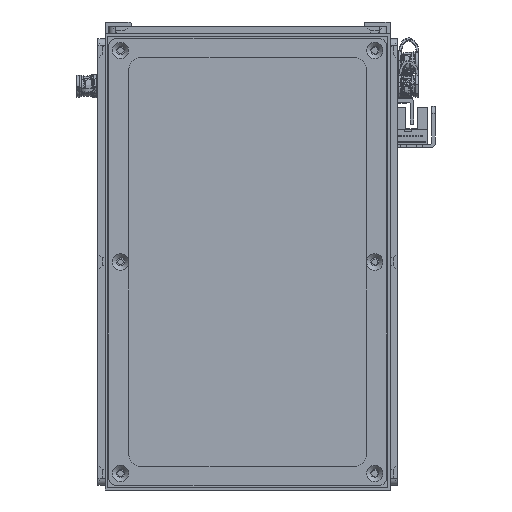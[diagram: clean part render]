
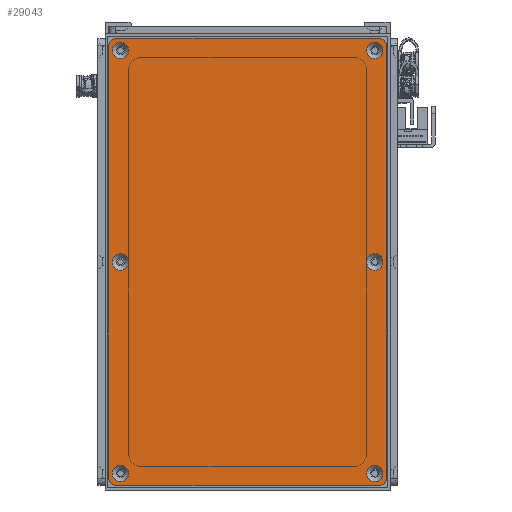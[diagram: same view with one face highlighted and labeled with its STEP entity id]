
A CAD part, front view. The second image highlights one B-rep face of the part: STEP entity #29043.
In plain terms, the highlighted planar face has unit normal (0, -1, 0).
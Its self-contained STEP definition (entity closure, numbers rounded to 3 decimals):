
#1277=FACE_BOUND('',#6045,.T.);
#1278=FACE_BOUND('',#6046,.T.);
#1279=FACE_BOUND('',#6047,.T.);
#1280=FACE_BOUND('',#6048,.T.);
#1281=FACE_BOUND('',#6049,.T.);
#1282=FACE_BOUND('',#6050,.T.);
#1910=PLANE('',#32069);
#4210=FACE_OUTER_BOUND('',#6044,.T.);
#6044=EDGE_LOOP('',(#26433,#26434,#26435,#26436,#26437,#26438,#26439,#26440));
#6045=EDGE_LOOP('',(#26441));
#6046=EDGE_LOOP('',(#26442));
#6047=EDGE_LOOP('',(#26443));
#6048=EDGE_LOOP('',(#26444));
#6049=EDGE_LOOP('',(#26445));
#6050=EDGE_LOOP('',(#26446));
#8441=LINE('',#50738,#10832);
#8442=LINE('',#50742,#10833);
#8443=LINE('',#50746,#10834);
#8444=LINE('',#50749,#10835);
#10832=VECTOR('',#39559,10.);
#10833=VECTOR('',#39562,10.);
#10834=VECTOR('',#39565,10.);
#10835=VECTOR('',#39568,10.);
#12246=CIRCLE('',#32037,3.45);
#12249=CIRCLE('',#32042,3.45);
#12252=CIRCLE('',#32047,3.45);
#12255=CIRCLE('',#32052,3.45);
#12258=CIRCLE('',#32057,3.45);
#12261=CIRCLE('',#32062,3.45);
#12264=CIRCLE('',#32067,3.);
#12266=CIRCLE('',#32070,3.);
#12267=CIRCLE('',#32071,3.);
#12268=CIRCLE('',#32072,3.);
#14888=VERTEX_POINT('',#50668);
#14891=VERTEX_POINT('',#50678);
#14894=VERTEX_POINT('',#50688);
#14897=VERTEX_POINT('',#50698);
#14900=VERTEX_POINT('',#50708);
#14903=VERTEX_POINT('',#50718);
#14906=VERTEX_POINT('',#50728);
#14907=VERTEX_POINT('',#50729);
#14910=VERTEX_POINT('',#50737);
#14911=VERTEX_POINT('',#50739);
#14912=VERTEX_POINT('',#50741);
#14913=VERTEX_POINT('',#50743);
#14914=VERTEX_POINT('',#50745);
#14915=VERTEX_POINT('',#50747);
#18787=EDGE_CURVE('',#14888,#14888,#12246,.T.);
#18792=EDGE_CURVE('',#14891,#14891,#12249,.T.);
#18797=EDGE_CURVE('',#14894,#14894,#12252,.T.);
#18802=EDGE_CURVE('',#14897,#14897,#12255,.T.);
#18807=EDGE_CURVE('',#14900,#14900,#12258,.T.);
#18812=EDGE_CURVE('',#14903,#14903,#12261,.T.);
#18817=EDGE_CURVE('',#14906,#14907,#12264,.T.);
#18821=EDGE_CURVE('',#14906,#14910,#8441,.T.);
#18822=EDGE_CURVE('',#14911,#14910,#12266,.T.);
#18823=EDGE_CURVE('',#14911,#14912,#8442,.T.);
#18824=EDGE_CURVE('',#14913,#14912,#12267,.T.);
#18825=EDGE_CURVE('',#14913,#14914,#8443,.T.);
#18826=EDGE_CURVE('',#14915,#14914,#12268,.T.);
#18827=EDGE_CURVE('',#14915,#14907,#8444,.T.);
#26433=ORIENTED_EDGE('',*,*,#18817,.F.);
#26434=ORIENTED_EDGE('',*,*,#18821,.T.);
#26435=ORIENTED_EDGE('',*,*,#18822,.F.);
#26436=ORIENTED_EDGE('',*,*,#18823,.T.);
#26437=ORIENTED_EDGE('',*,*,#18824,.F.);
#26438=ORIENTED_EDGE('',*,*,#18825,.T.);
#26439=ORIENTED_EDGE('',*,*,#18826,.F.);
#26440=ORIENTED_EDGE('',*,*,#18827,.T.);
#26441=ORIENTED_EDGE('',*,*,#18787,.T.);
#26442=ORIENTED_EDGE('',*,*,#18792,.T.);
#26443=ORIENTED_EDGE('',*,*,#18797,.T.);
#26444=ORIENTED_EDGE('',*,*,#18802,.T.);
#26445=ORIENTED_EDGE('',*,*,#18807,.T.);
#26446=ORIENTED_EDGE('',*,*,#18812,.T.);
#29043=ADVANCED_FACE('',(#4210,#1277,#1278,#1279,#1280,#1281,#1282),#1910,
 .T.);
#32037=AXIS2_PLACEMENT_3D('',#50669,#39479,#39480);
#32042=AXIS2_PLACEMENT_3D('',#50679,#39491,#39492);
#32047=AXIS2_PLACEMENT_3D('',#50689,#39503,#39504);
#32052=AXIS2_PLACEMENT_3D('',#50699,#39515,#39516);
#32057=AXIS2_PLACEMENT_3D('',#50709,#39527,#39528);
#32062=AXIS2_PLACEMENT_3D('',#50719,#39539,#39540);
#32067=AXIS2_PLACEMENT_3D('',#50730,#39551,#39552);
#32069=AXIS2_PLACEMENT_3D('',#50736,#39557,#39558);
#32070=AXIS2_PLACEMENT_3D('',#50740,#39560,#39561);
#32071=AXIS2_PLACEMENT_3D('',#50744,#39563,#39564);
#32072=AXIS2_PLACEMENT_3D('',#50748,#39566,#39567);
#39479=DIRECTION('center_axis',(0.,1.,0.));
#39480=DIRECTION('ref_axis',(1.,0.,0.));
#39491=DIRECTION('center_axis',(0.,1.,0.));
#39492=DIRECTION('ref_axis',(1.,0.,0.));
#39503=DIRECTION('center_axis',(0.,1.,0.));
#39504=DIRECTION('ref_axis',(1.,0.,0.));
#39515=DIRECTION('center_axis',(0.,1.,0.));
#39516=DIRECTION('ref_axis',(1.,0.,0.));
#39527=DIRECTION('center_axis',(0.,1.,0.));
#39528=DIRECTION('ref_axis',(1.,0.,0.));
#39539=DIRECTION('center_axis',(0.,1.,0.));
#39540=DIRECTION('ref_axis',(1.,0.,0.));
#39551=DIRECTION('center_axis',(0.,1.,0.));
#39552=DIRECTION('ref_axis',(-0.707,0.,0.707));
#39557=DIRECTION('center_axis',(0.,-1.,0.));
#39558=DIRECTION('ref_axis',(0.,0.,-1.));
#39559=DIRECTION('',(0.,0.,-1.));
#39560=DIRECTION('center_axis',(0.,1.,0.));
#39561=DIRECTION('ref_axis',(-0.707,0.,-0.707));
#39562=DIRECTION('',(1.,0.,0.));
#39563=DIRECTION('center_axis',(0.,1.,0.));
#39564=DIRECTION('ref_axis',(0.707,0.,-0.707));
#39565=DIRECTION('',(0.,0.,1.));
#39566=DIRECTION('center_axis',(0.,1.,0.));
#39567=DIRECTION('ref_axis',(0.707,0.,0.707));
#39568=DIRECTION('',(-1.,0.,0.));
#50668=CARTESIAN_POINT('',(85.55,-1.5,53.5));
#50669=CARTESIAN_POINT('Origin',(89.,-1.5,53.5));
#50678=CARTESIAN_POINT('',(-3.45,-1.5,-53.5));
#50679=CARTESIAN_POINT('Origin',(0.,-1.5,-53.5));
#50688=CARTESIAN_POINT('',(-92.45,-1.5,53.5));
#50689=CARTESIAN_POINT('Origin',(-89.,-1.5,53.5));
#50698=CARTESIAN_POINT('',(-92.45,-1.5,-53.5));
#50699=CARTESIAN_POINT('Origin',(-89.,-1.5,-53.5));
#50708=CARTESIAN_POINT('',(-3.45,-1.5,53.5));
#50709=CARTESIAN_POINT('Origin',(0.,-1.5,53.5));
#50718=CARTESIAN_POINT('',(85.55,-1.5,-53.5));
#50719=CARTESIAN_POINT('Origin',(89.,-1.5,-53.5));
#50728=CARTESIAN_POINT('',(-94.,-1.5,55.5));
#50729=CARTESIAN_POINT('',(-91.,-1.5,58.5));
#50730=CARTESIAN_POINT('Origin',(-91.,-1.5,55.5));
#50736=CARTESIAN_POINT('Origin',(0.,-1.5,0.));
#50737=CARTESIAN_POINT('',(-94.,-1.5,-55.5));
#50738=CARTESIAN_POINT('',(-94.,-1.5,58.5));
#50739=CARTESIAN_POINT('',(-91.,-1.5,-58.5));
#50740=CARTESIAN_POINT('Origin',(-91.,-1.5,-55.5));
#50741=CARTESIAN_POINT('',(91.,-1.5,-58.5));
#50742=CARTESIAN_POINT('',(-94.,-1.5,-58.5));
#50743=CARTESIAN_POINT('',(94.,-1.5,-55.5));
#50744=CARTESIAN_POINT('Origin',(91.,-1.5,-55.5));
#50745=CARTESIAN_POINT('',(94.,-1.5,55.5));
#50746=CARTESIAN_POINT('',(94.,-1.5,-58.5));
#50747=CARTESIAN_POINT('',(91.,-1.5,58.5));
#50748=CARTESIAN_POINT('Origin',(91.,-1.5,55.5));
#50749=CARTESIAN_POINT('',(94.,-1.5,58.5));
